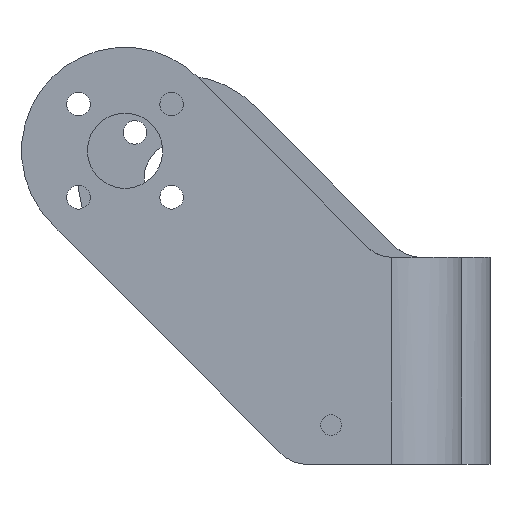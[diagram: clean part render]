
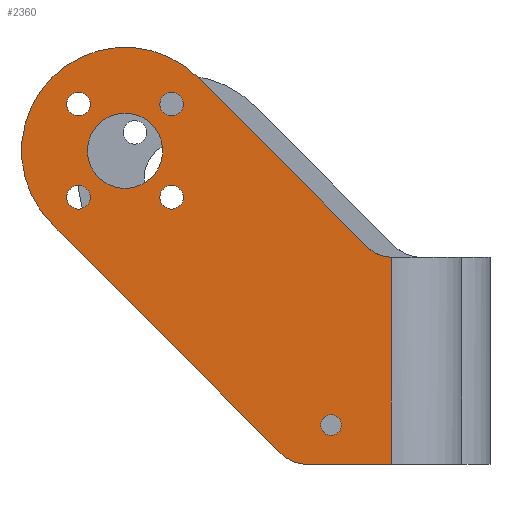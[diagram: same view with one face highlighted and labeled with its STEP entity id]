
A CAD part, left-side view. The second image highlights one B-rep face of the part: STEP entity #2360.
In plain terms, the highlighted planar face has unit normal (-1, 0, 0).
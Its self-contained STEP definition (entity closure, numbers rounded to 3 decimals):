
#43=FACE_BOUND('',#507,.T.);
#44=FACE_BOUND('',#508,.T.);
#45=FACE_BOUND('',#509,.T.);
#46=FACE_BOUND('',#510,.T.);
#47=FACE_BOUND('',#511,.T.);
#48=FACE_BOUND('',#512,.T.);
#167=CIRCLE('',#2500,4.);
#169=CIRCLE('',#2503,1.25);
#171=CIRCLE('',#2506,1.25);
#173=CIRCLE('',#2509,1.25);
#175=CIRCLE('',#2512,1.25);
#176=CIRCLE('',#2515,11.);
#178=CIRCLE('',#2518,1.1);
#382=FACE_OUTER_BOUND('',#506,.T.);
#506=EDGE_LOOP('',(#1723,#1724,#1725,#1726,#1727,#1728,#1729,#1730,#1731,
#1732));
#507=EDGE_LOOP('',(#1733));
#508=EDGE_LOOP('',(#1734));
#509=EDGE_LOOP('',(#1735));
#510=EDGE_LOOP('',(#1736));
#511=EDGE_LOOP('',(#1737));
#512=EDGE_LOOP('',(#1738));
#732=LINE('',#3503,#890);
#742=LINE('',#3550,#900);
#744=LINE('',#3592,#902);
#745=LINE('',#3594,#903);
#746=LINE('',#3602,#904);
#747=LINE('',#3603,#905);
#890=VECTOR('',#2785,10.);
#900=VECTOR('',#2827,10.);
#902=VECTOR('',#2837,1.);
#903=VECTOR('',#2838,1.);
#904=VECTOR('',#2839,1.);
#905=VECTOR('',#2840,1.);
#1040=B_SPLINE_CURVE_WITH_KNOTS('',3,(#3571,#3572,#3573,#3574,#3575),
 .UNSPECIFIED.,.F.,.F.,(4,1,4),(0.,1.462,2.479),
 .UNSPECIFIED.);
#1042=B_SPLINE_CURVE_WITH_KNOTS('',3,(#3587,#3588,#3589,#3590),
 .UNSPECIFIED.,.F.,.F.,(4,4),(2.929,3.026),
 .UNSPECIFIED.);
#1043=B_SPLINE_CURVE_WITH_KNOTS('',3,(#3596,#3597,#3598,#3599,#3600),
 .UNSPECIFIED.,.F.,.F.,(4,1,4),(0.,1.568,3.137),
 .UNSPECIFIED.);
#1099=VERTEX_POINT('',#3494);
#1101=VERTEX_POINT('',#3502);
#1104=VERTEX_POINT('',#3510);
#1106=VERTEX_POINT('',#3516);
#1108=VERTEX_POINT('',#3522);
#1110=VERTEX_POINT('',#3528);
#1112=VERTEX_POINT('',#3534);
#1114=VERTEX_POINT('',#3539);
#1116=VERTEX_POINT('',#3548);
#1117=VERTEX_POINT('',#3570);
#1119=VERTEX_POINT('',#3586);
#1120=VERTEX_POINT('',#3591);
#1121=VERTEX_POINT('',#3593);
#1122=VERTEX_POINT('',#3595);
#1123=VERTEX_POINT('',#3601);
#1124=VERTEX_POINT('',#3604);
#1333=EDGE_CURVE('',#1101,#1099,#732,.T.);
#1338=EDGE_CURVE('',#1104,#1104,#167,.T.);
#1341=EDGE_CURVE('',#1106,#1106,#169,.T.);
#1344=EDGE_CURVE('',#1108,#1108,#171,.T.);
#1347=EDGE_CURVE('',#1110,#1110,#173,.T.);
#1350=EDGE_CURVE('',#1112,#1112,#175,.T.);
#1354=EDGE_CURVE('',#1114,#1116,#742,.T.);
#1355=EDGE_CURVE('',#1101,#1116,#176,.F.);
#1357=EDGE_CURVE('',#1117,#1114,#1040,.T.);
#1360=EDGE_CURVE('',#1099,#1119,#1042,.T.);
#1361=EDGE_CURVE('',#1119,#1120,#744,.T.);
#1362=EDGE_CURVE('',#1121,#1120,#745,.T.);
#1363=EDGE_CURVE('',#1121,#1122,#1043,.T.);
#1364=EDGE_CURVE('',#1123,#1122,#746,.T.);
#1365=EDGE_CURVE('',#1123,#1117,#747,.T.);
#1366=EDGE_CURVE('',#1124,#1124,#178,.T.);
#1723=ORIENTED_EDGE('',*,*,#1354,.T.);
#1724=ORIENTED_EDGE('',*,*,#1355,.F.);
#1725=ORIENTED_EDGE('',*,*,#1333,.T.);
#1726=ORIENTED_EDGE('',*,*,#1360,.T.);
#1727=ORIENTED_EDGE('',*,*,#1361,.T.);
#1728=ORIENTED_EDGE('',*,*,#1362,.F.);
#1729=ORIENTED_EDGE('',*,*,#1363,.T.);
#1730=ORIENTED_EDGE('',*,*,#1364,.F.);
#1731=ORIENTED_EDGE('',*,*,#1365,.T.);
#1732=ORIENTED_EDGE('',*,*,#1357,.T.);
#1733=ORIENTED_EDGE('',*,*,#1338,.T.);
#1734=ORIENTED_EDGE('',*,*,#1341,.T.);
#1735=ORIENTED_EDGE('',*,*,#1344,.T.);
#1736=ORIENTED_EDGE('',*,*,#1347,.T.);
#1737=ORIENTED_EDGE('',*,*,#1350,.T.);
#1738=ORIENTED_EDGE('',*,*,#1366,.T.);
#2314=PLANE('',#2517);
#2360=ADVANCED_FACE('',(#382,#43,#44,#45,#46,#47,#48),#2314,.F.);
#2500=AXIS2_PLACEMENT_3D('',#3512,#2793,#2794);
#2503=AXIS2_PLACEMENT_3D('',#3518,#2800,#2801);
#2506=AXIS2_PLACEMENT_3D('',#3524,#2807,#2808);
#2509=AXIS2_PLACEMENT_3D('',#3530,#2814,#2815);
#2512=AXIS2_PLACEMENT_3D('',#3536,#2821,#2822);
#2515=AXIS2_PLACEMENT_3D('',#3552,#2830,#2831);
#2517=AXIS2_PLACEMENT_3D('',#3585,#2835,#2836);
#2518=AXIS2_PLACEMENT_3D('',#3605,#2841,#2842);
#2785=DIRECTION('',(0.,-0.707,-0.707));
#2793=DIRECTION('center_axis',(1.,0.,0.));
#2794=DIRECTION('ref_axis',(0.,0.707,-0.707));
#2800=DIRECTION('center_axis',(1.,0.,0.));
#2801=DIRECTION('ref_axis',(0.,0.707,-0.707));
#2807=DIRECTION('center_axis',(1.,0.,0.));
#2808=DIRECTION('ref_axis',(0.,0.707,-0.707));
#2814=DIRECTION('center_axis',(1.,0.,0.));
#2815=DIRECTION('ref_axis',(0.,0.707,-0.707));
#2821=DIRECTION('center_axis',(1.,0.,0.));
#2822=DIRECTION('ref_axis',(0.,0.707,-0.707));
#2827=DIRECTION('',(0.,0.707,0.707));
#2830=DIRECTION('center_axis',(-1.,0.,0.));
#2831=DIRECTION('ref_axis',(0.,-0.707,-0.707));
#2835=DIRECTION('center_axis',(1.,0.,0.));
#2836=DIRECTION('ref_axis',(0.,0.,-1.));
#2837=DIRECTION('',(0.,-0.687,-0.726));
#2838=DIRECTION('',(0.,0.707,0.707));
#2839=DIRECTION('',(0.,1.,0.));
#2840=DIRECTION('',(0.,0.,1.));
#2841=DIRECTION('center_axis',(1.,0.,0.));
#2842=DIRECTION('ref_axis',(0.,-1.,0.));
#3494=CARTESIAN_POINT('',(941.,-222.239,22.24));
#3502=CARTESIAN_POINT('',(941.,-216.424,28.055));
#3503=CARTESIAN_POINT('',(941.,-242.587,1.892));
#3510=CARTESIAN_POINT('',(941.,-227.03,38.661));
#3512=CARTESIAN_POINT('Origin',(941.,-224.202,35.833));
#3516=CARTESIAN_POINT('',(941.,-230.036,41.667));
#3518=CARTESIAN_POINT('Origin',(941.,-229.152,40.783));
#3522=CARTESIAN_POINT('',(941.,-230.036,31.767));
#3524=CARTESIAN_POINT('Origin',(941.,-229.152,30.883));
#3528=CARTESIAN_POINT('',(941.,-220.136,31.767));
#3530=CARTESIAN_POINT('Origin',(941.,-219.252,30.883));
#3534=CARTESIAN_POINT('',(941.,-220.136,41.667));
#3536=CARTESIAN_POINT('Origin',(941.,-219.252,40.783));
#3539=CARTESIAN_POINT('',(941.,-250.216,25.375));
#3548=CARTESIAN_POINT('',(941.,-231.98,43.611));
#3550=CARTESIAN_POINT('',(941.,-242.587,33.005));
#3552=CARTESIAN_POINT('Origin',(941.,-224.202,35.833));
#3570=CARTESIAN_POINT('',(941.,-252.5,24.506));
#3571=CARTESIAN_POINT('Ctrl Pts',(941.,-252.5,24.506));
#3572=CARTESIAN_POINT('Ctrl Pts',(941.,-252.013,24.531));
#3573=CARTESIAN_POINT('Ctrl Pts',(941.,-251.195,24.729));
#3574=CARTESIAN_POINT('Ctrl Pts',(941.,-250.482,25.163));
#3575=CARTESIAN_POINT('Ctrl Pts',(941.,-250.216,25.375));
#3585=CARTESIAN_POINT('Origin',(941.,-236.375,24.062));
#3586=CARTESIAN_POINT('',(941.,-222.302,22.166));
#3587=CARTESIAN_POINT('Ctrl Pts',(941.,-222.239,22.24));
#3588=CARTESIAN_POINT('Ctrl Pts',(941.,-222.259,22.215));
#3589=CARTESIAN_POINT('Ctrl Pts',(941.,-222.28,22.19));
#3590=CARTESIAN_POINT('Ctrl Pts',(941.,-222.302,22.166));
#3591=CARTESIAN_POINT('',(941.,-222.722,21.722));
#3592=CARTESIAN_POINT('',(941.,-222.302,22.166));
#3593=CARTESIAN_POINT('',(941.,-240.772,3.672));
#3594=CARTESIAN_POINT('',(941.,-230.063,14.381));
#3595=CARTESIAN_POINT('',(941.,-243.6,2.5));
#3596=CARTESIAN_POINT('Ctrl Pts',(941.,-240.772,3.672));
#3597=CARTESIAN_POINT('Ctrl Pts',(941.,-241.142,3.301));
#3598=CARTESIAN_POINT('Ctrl Pts',(941.,-242.03,2.709));
#3599=CARTESIAN_POINT('Ctrl Pts',(941.,-243.077,2.499));
#3600=CARTESIAN_POINT('Ctrl Pts',(941.,-243.6,2.5));
#3601=CARTESIAN_POINT('',(941.,-252.5,2.5));
#3602=CARTESIAN_POINT('',(941.,-244.48,2.5));
#3603=CARTESIAN_POINT('',(941.,-252.5,2.49));
#3604=CARTESIAN_POINT('',(941.,-245.006,6.672));
#3605=CARTESIAN_POINT('Origin',(941.,-246.106,6.672));
